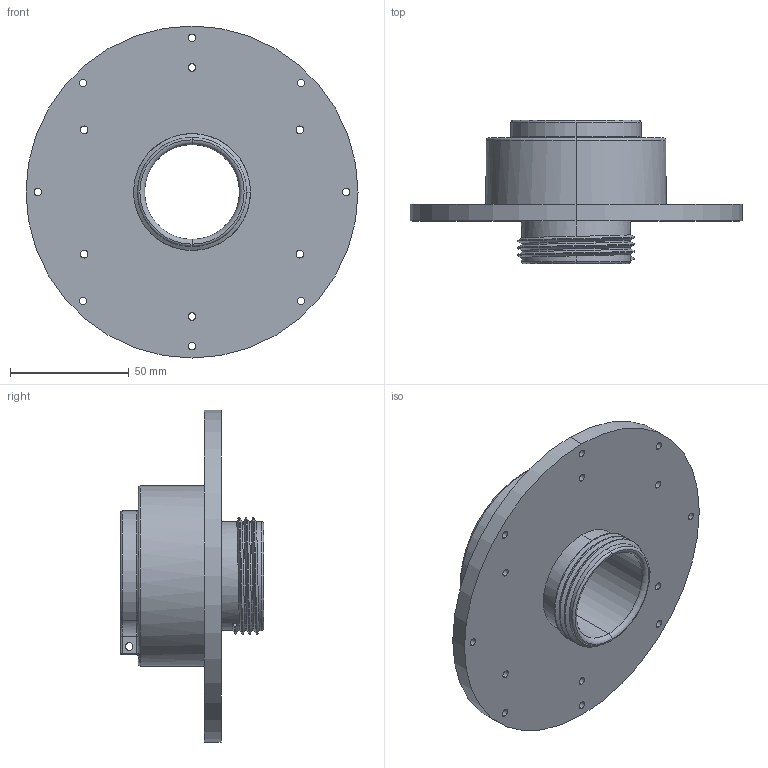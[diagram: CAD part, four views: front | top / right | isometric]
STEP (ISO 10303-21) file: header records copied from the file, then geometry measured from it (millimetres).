
FILE_DESCRIPTION (( 'STEP AP203' ), '1' );
FILE_NAME ('Vacuum gate.STEP', '2024-10-15T08:19:25', ( '' ), ( '' ), 'SwSTEP 2.0', 'SolidWorks 2024', '' );
FILE_SCHEMA (( 'CONFIG_CONTROL_DESIGN' ));
Length unit declared in the file: millimetre
Products named in the file (1): Vacuum gate
Bounding box: 140 x 60.5 x 140 mm (x, y, z)
Volume: 205705.8 mm3; surface area: 50841.1 mm2
Topology: 1 solids, 1 shells, 130 faces, 327 edges, 197 vertices
Faces by surface type: cylinder 72, torus 29, plane 14, bspline 13, sphere 2
Entity records: 4942 total; most frequent: CARTESIAN_POINT 1708, DIRECTION 702, ORIENTED_EDGE 650, EDGE_CURVE 325, AXIS2_PLACEMENT_3D 305, VERTEX_POINT 197, CIRCLE 187, EDGE_LOOP 164
